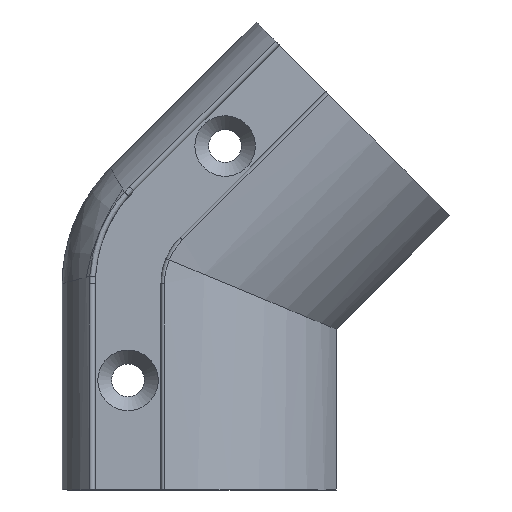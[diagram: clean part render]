
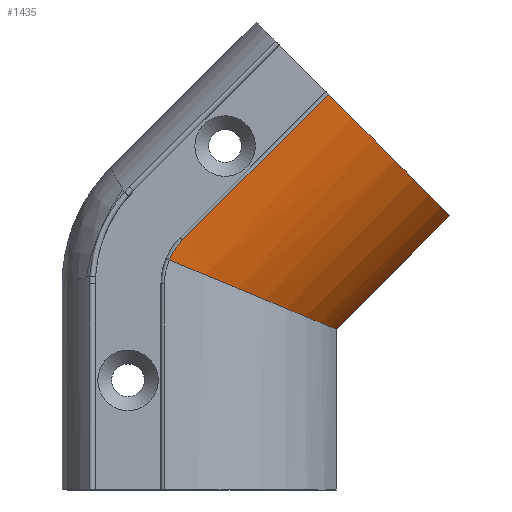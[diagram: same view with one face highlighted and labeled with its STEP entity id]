
A CAD part, top view. The second image highlights one B-rep face of the part: STEP entity #1435.
In plain terms, the highlighted cylindrical face has radius 17.7 mm (diameter 35.4 mm), a partial arc.
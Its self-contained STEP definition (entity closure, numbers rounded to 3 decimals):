
#272=CARTESIAN_POINT('',(10.357,10.357,0.0));
#273=VERTEX_POINT('',#272);
#280=CARTESIAN_POINT('',(0.0,0.0,0.0));
#281=VERTEX_POINT('',#280);
#282=CARTESIAN_POINT('',(0.,0.0,0.0));
#283=DIRECTION('',(0.707,0.707,0.0));
#284=VECTOR('',#283,14.647);
#285=LINE('',#282,#284);
#286=EDGE_CURVE('',#281,#273,#285,.T.);
#1140=CARTESIAN_POINT('',(-15.22,6.304,12.612));
#1141=VERTEX_POINT('',#1140);
#1152=CARTESIAN_POINT('',(-13.994,8.148,12.651));
#1153=VERTEX_POINT('',#1152);
#1154=CARTESIAN_POINT('',(-15.22,6.304,12.612));
#1155=CARTESIAN_POINT('',(-15.073,6.663,12.627));
#1156=CARTESIAN_POINT('',(-14.72,7.321,12.645));
#1157=CARTESIAN_POINT('',(-14.245,7.897,12.651));
#1158=CARTESIAN_POINT('',(-13.994,8.148,12.651));
#1159=B_SPLINE_CURVE_WITH_KNOTS('',3,(#1154,#1155,#1156,#1157,#1158),.UNSPECIFIED.,.F.,.U.,(4,1,4),(0.0,1.16,2.227),.UNSPECIFIED.);
#1160=EDGE_CURVE('',#1141,#1153,#1159,.T.);
#1301=CARTESIAN_POINT('',(-0.714,21.428,12.651));
#1302=VERTEX_POINT('',#1301);
#1303=CARTESIAN_POINT('',(-13.994,8.148,12.651));
#1304=DIRECTION('',(0.707,0.707,0.0));
#1305=VECTOR('',#1304,18.78);
#1306=LINE('',#1303,#1305);
#1307=EDGE_CURVE('',#1153,#1302,#1306,.T.);
#1411=CARTESIAN_POINT('',(-22.357,1.655,-5.));
#1412=DIRECTION('',(-0.707,-0.707,0.0));
#1413=DIRECTION('',(0.678,-0.678,0.282));
#1414=AXIS2_PLACEMENT_3D('',#1411,#1412,#1413);
#1415=CYLINDRICAL_SURFACE('',#1414,17.7);
#1416=CARTESIAN_POINT('',(-16.979,7.033,-5.));
#1417=DIRECTION('',(0.383,0.924,0.0));
#1418=DIRECTION('',(-0.924,0.383,0.0));
#1419=AXIS2_PLACEMENT_3D('',#1416,#1417,#1418);
#1420=ELLIPSE('',#1419,19.158,17.7);
#1421=EDGE_CURVE('',#1141,#281,#1420,.T.);
#1422=ORIENTED_EDGE('',*,*,#1421,.T.);
#1423=ORIENTED_EDGE('',*,*,#286,.T.);
#1424=CARTESIAN_POINT('',(-1.649,22.363,-5.));
#1425=DIRECTION('',(-0.707,-0.707,0.0));
#1426=DIRECTION('',(0.678,-0.678,0.282));
#1427=AXIS2_PLACEMENT_3D('',#1424,#1425,#1426);
#1428=CIRCLE('',#1427,17.7);
#1429=EDGE_CURVE('',#273,#1302,#1428,.T.);
#1430=ORIENTED_EDGE('',*,*,#1429,.T.);
#1431=ORIENTED_EDGE('',*,*,#1307,.F.);
#1432=ORIENTED_EDGE('',*,*,#1160,.F.);
#1433=EDGE_LOOP('',(#1422,#1423,#1430,#1431,#1432));
#1434=FACE_OUTER_BOUND('',#1433,.T.);
#1435=ADVANCED_FACE('',(#1434),#1415,.T.);
